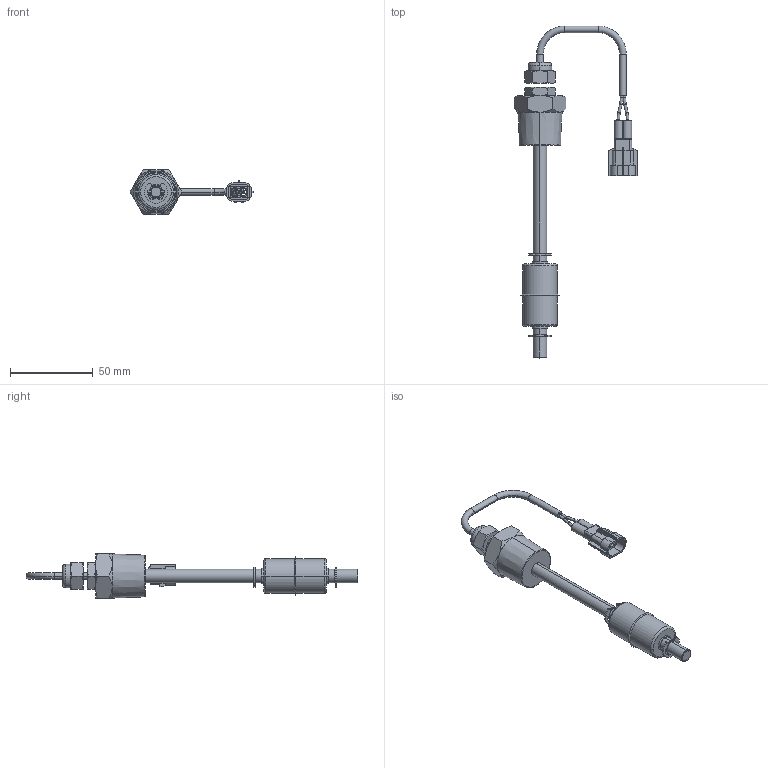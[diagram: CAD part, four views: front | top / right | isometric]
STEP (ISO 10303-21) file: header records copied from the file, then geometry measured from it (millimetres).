
FILE_DESCRIPTION (( 'STEP AP203' ), '1' );
FILE_NAME ('P38.STEP', '2020-02-12T16:16:09', ( '' ), ( '' ), 'SwSTEP 2.0', 'SolidWorks 2019', '' );
FILE_SCHEMA (( 'CONFIG_CONTROL_DESIGN' ));
Length unit declared in the file: millimetre
Products named in the file (1): P38
Bounding box: 74.69 x 200.55 x 27 mm (x, y, z)
Surface area: 17363.5 mm2 (no closed solid volume)
Topology: 0 solids, 14 shells, 290 faces, 805 edges, 523 vertices
Faces by surface type: cylinder 115, plane 114, cone 38, torus 20, sphere 3
Entity records: 9590 total; most frequent: CARTESIAN_POINT 2096, DIRECTION 1627, ORIENTED_EDGE 1431, EDGE_CURVE 802, AXIS2_PLACEMENT_3D 610, VERTEX_POINT 523, VECTOR 407, LINE 407
